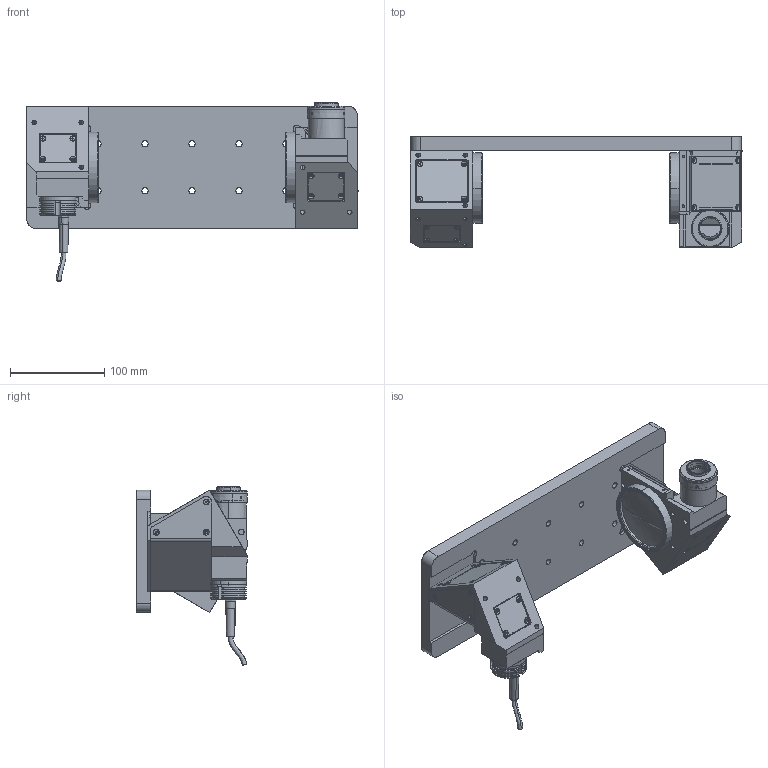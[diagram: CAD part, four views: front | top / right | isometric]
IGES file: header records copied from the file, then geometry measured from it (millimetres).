
Start section: SolidWorks IGES file using analytic representation for surfaces
Global section: file name: TCCRBENCH048.IGS; native system: SolidWorks 2013; preprocessor: SolidWorks 2013; author: piermario; date: 150729.111720; units: millimetre
Bounding box: 353.12 x 118 x 189.52 mm (x, y, z)
Surface area: 229265.4 mm2 (no closed solid volume)
Topology: 0 solids, 0 shells, 681 faces, 11871 edges, 11857 vertices
Faces by surface type: revolution 391, bspline 290
